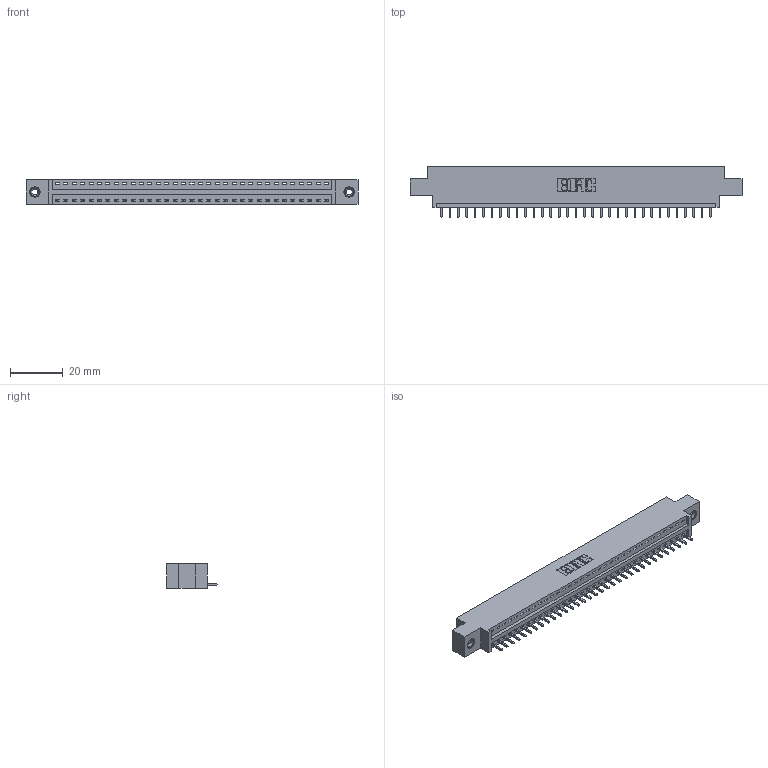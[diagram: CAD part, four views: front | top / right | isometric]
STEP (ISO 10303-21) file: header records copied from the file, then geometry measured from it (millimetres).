
FILE_DESCRIPTION (( 'STEP AP203' ), '1' );
FILE_NAME ('346-033-521-608.STEP', '2022-05-06T19:32:20', ( '' ), ( '' ), 'SwSTEP 2.0', 'SolidWorks 2020', '' );
FILE_SCHEMA (( 'CONFIG_CONTROL_DESIGN' ));
Length unit declared in the file: inch
Products named in the file (4): 345-250-001_345-250-003-102; 346-033-521-608; 345-292-001_345-293-121; 346 Part_0.170 Offset - 0.156 Dia-TI
Assembly tree (36 placements, depth 2):
  346-033-521-608
    346 Part_0.170 Offset - 0.156 Dia-TI
    345-292-001_345-293-121  x33
    345-250-001_345-250-003-102  x2
Bounding box: 125.35 x 19.05 x 9.4 mm (x, y, z)
Volume: 11681.7 mm3; surface area: 14312.1 mm2
Topology: 36 solids, 36 shells, 2100 faces, 6285 edges, 4138 vertices
Faces by surface type: plane 1432, cylinder 652, cone 12, torus 4
Entity records: 23028 total; most frequent: CARTESIAN_POINT 3934, ORIENTED_EDGE 3894, DIRECTION 3507, EDGE_CURVE 1947, LINE 1663, VECTOR 1663, VERTEX_POINT 1292, AXIS2_PLACEMENT_3D 922
